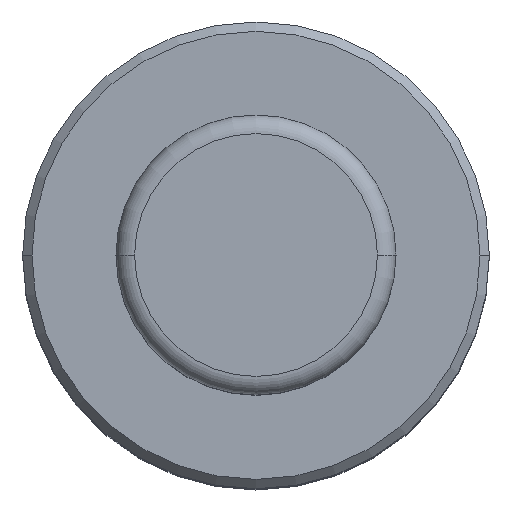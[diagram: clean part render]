
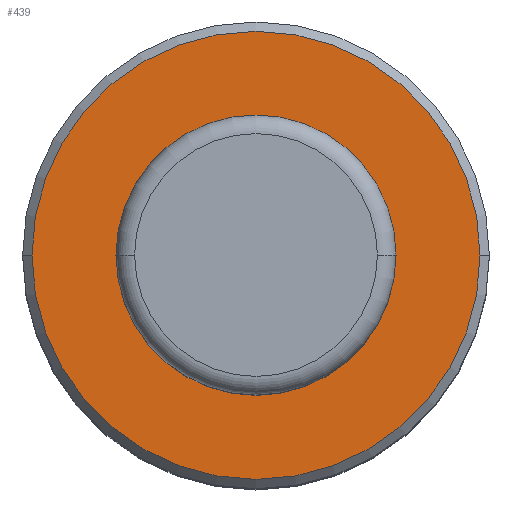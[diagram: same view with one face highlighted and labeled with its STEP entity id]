
A CAD part, top view. The second image highlights one B-rep face of the part: STEP entity #439.
In plain terms, the highlighted planar face has unit normal (0, 0, 1).
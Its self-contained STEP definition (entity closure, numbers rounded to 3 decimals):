
#36 = ORIENTED_EDGE ( 'NONE', *, *, #877, .T. ) ;
#77 = CIRCLE ( 'NONE', #933, 12. ) ;
#86 = CARTESIAN_POINT ( 'NONE',  ( 0., 0., 39. ) ) ;
#88 = DIRECTION ( 'NONE',  ( 0., 0., -1. ) ) ;
#134 = CARTESIAN_POINT ( 'NONE',  ( -7.5, 0., 39. ) ) ;
#152 = VERTEX_POINT ( 'NONE', #1030 ) ;
#168 = DIRECTION ( 'NONE',  ( 0., 0., -1. ) ) ;
#235 = VERTEX_POINT ( 'NONE', #639 ) ;
#244 = FACE_BOUND ( 'NONE', #497, .T. ) ;
#265 = EDGE_CURVE ( 'NONE', #235, #577, #869, .T. ) ;
#322 = CARTESIAN_POINT ( 'NONE',  ( -7.5, 0., 39. ) ) ;
#392 = ORIENTED_EDGE ( 'NONE', *, *, #509, .T. ) ;
#439 = ADVANCED_FACE ( 'NONE', ( #666, #244 ), #1072, .T. ) ;
#482 = CARTESIAN_POINT ( 'NONE',  ( 0., 0., 39. ) ) ;
#497 = EDGE_LOOP ( 'NONE', ( #948, #392 ) ) ;
#498 = DIRECTION ( 'NONE',  ( 0., 0., 1. ) ) ;
#509 = EDGE_CURVE ( 'NONE', #152, #755, #1090, .T. ) ;
#564 = ORIENTED_EDGE ( 'NONE', *, *, #265, .T. ) ;
#577 = VERTEX_POINT ( 'NONE', #955 ) ;
#639 = CARTESIAN_POINT ( 'NONE',  ( -12., 0., 39. ) ) ;
#643 = DIRECTION ( 'NONE',  ( 0., 0., 1. ) ) ;
#648 = DIRECTION ( 'NONE',  ( 1., 0., 0. ) ) ;
#666 = FACE_OUTER_BOUND ( 'NONE', #835, .T. ) ;
#742 = DIRECTION ( 'NONE',  ( 1., 0., 0. ) ) ;
#745 = CARTESIAN_POINT ( 'NONE',  ( 0., 0., 39. ) ) ;
#755 = VERTEX_POINT ( 'NONE', #134 ) ;
#816 = DIRECTION ( 'NONE',  ( 1., 0., 0. ) ) ;
#835 = EDGE_LOOP ( 'NONE', ( #564, #36 ) ) ;
#836 = DIRECTION ( 'NONE',  ( -1., 0., 0. ) ) ;
#854 = AXIS2_PLACEMENT_3D ( 'NONE', #86, #168, #836 ) ;
#869 = CIRCLE ( 'NONE', #973, 12. ) ;
#877 = EDGE_CURVE ( 'NONE', #577, #235, #77, .T. ) ;
#926 = CIRCLE ( 'NONE', #854, 7.5 ) ;
#930 = CARTESIAN_POINT ( 'NONE',  ( 0., 0., 39. ) ) ;
#933 = AXIS2_PLACEMENT_3D ( 'NONE', #745, #1082, #742 ) ;
#948 = ORIENTED_EDGE ( 'NONE', *, *, #1014, .T. ) ;
#955 = CARTESIAN_POINT ( 'NONE',  ( 12., 0., 39. ) ) ;
#967 = AXIS2_PLACEMENT_3D ( 'NONE', #930, #88, #1027 ) ;
#973 = AXIS2_PLACEMENT_3D ( 'NONE', #482, #643, #648 ) ;
#981 = AXIS2_PLACEMENT_3D ( 'NONE', #322, #498, #816 ) ;
#1014 = EDGE_CURVE ( 'NONE', #755, #152, #926, .T. ) ;
#1027 = DIRECTION ( 'NONE',  ( -1., 0., 0. ) ) ;
#1030 = CARTESIAN_POINT ( 'NONE',  ( 7.5, 0., 39. ) ) ;
#1072 = PLANE ( 'NONE',  #981 ) ;
#1082 = DIRECTION ( 'NONE',  ( 0., 0., 1. ) ) ;
#1090 = CIRCLE ( 'NONE', #967, 7.5 ) ;
